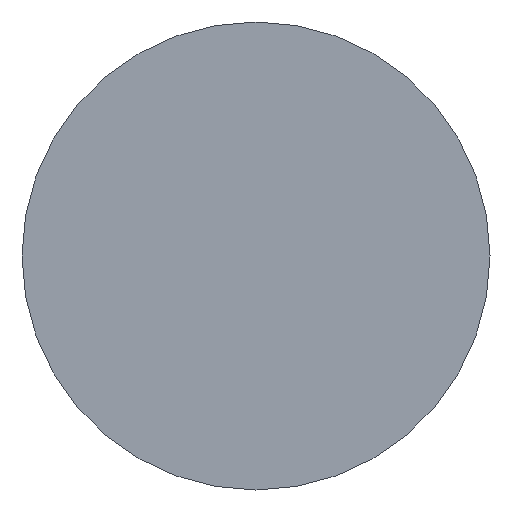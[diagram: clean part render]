
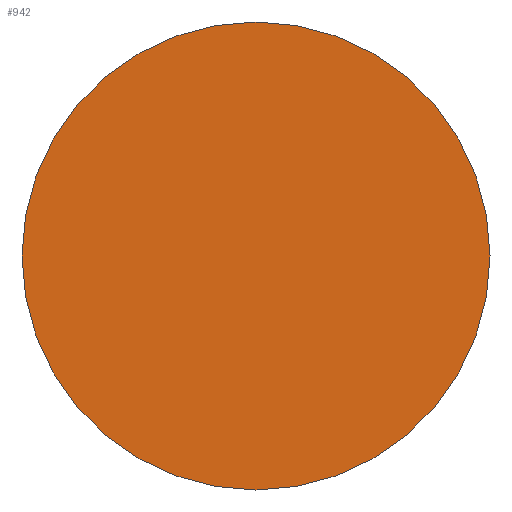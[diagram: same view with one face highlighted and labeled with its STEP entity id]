
A CAD part, front view. The second image highlights one B-rep face of the part: STEP entity #942.
In plain terms, the highlighted planar face has unit normal (0, -1, 0).
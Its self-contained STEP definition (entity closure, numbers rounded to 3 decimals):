
#55=PLANE('',#1093);
#173=FACE_OUTER_BOUND('',#229,.T.);
#229=EDGE_LOOP('',(#865,#866));
#371=CIRCLE('',#1091,30.);
#372=CIRCLE('',#1092,30.);
#460=VERTEX_POINT('',#1709);
#461=VERTEX_POINT('',#1710);
#594=EDGE_CURVE('',#460,#461,#371,.T.);
#595=EDGE_CURVE('',#461,#460,#372,.T.);
#865=ORIENTED_EDGE('',*,*,#594,.T.);
#866=ORIENTED_EDGE('',*,*,#595,.T.);
#942=ADVANCED_FACE('',(#173),#55,.T.);
#1091=AXIS2_PLACEMENT_3D('',#1711,#1383,#1384);
#1092=AXIS2_PLACEMENT_3D('',#1712,#1385,#1386);
#1093=AXIS2_PLACEMENT_3D('',#1714,#1388,#1389);
#1383=DIRECTION('center_axis',(0.,-1.,0.));
#1384=DIRECTION('ref_axis',(-1.,0.,0.));
#1385=DIRECTION('center_axis',(0.,-1.,0.));
#1386=DIRECTION('ref_axis',(-1.,0.,0.));
#1388=DIRECTION('center_axis',(0.,-1.,0.));
#1389=DIRECTION('ref_axis',(0.,0.,-1.));
#1709=CARTESIAN_POINT('',(-30.,0.,0.));
#1710=CARTESIAN_POINT('',(30.,0.,0.));
#1711=CARTESIAN_POINT('Origin',(0.,0.,0.));
#1712=CARTESIAN_POINT('Origin',(0.,0.,0.));
#1714=CARTESIAN_POINT('Origin',(-15.,0.,0.));
